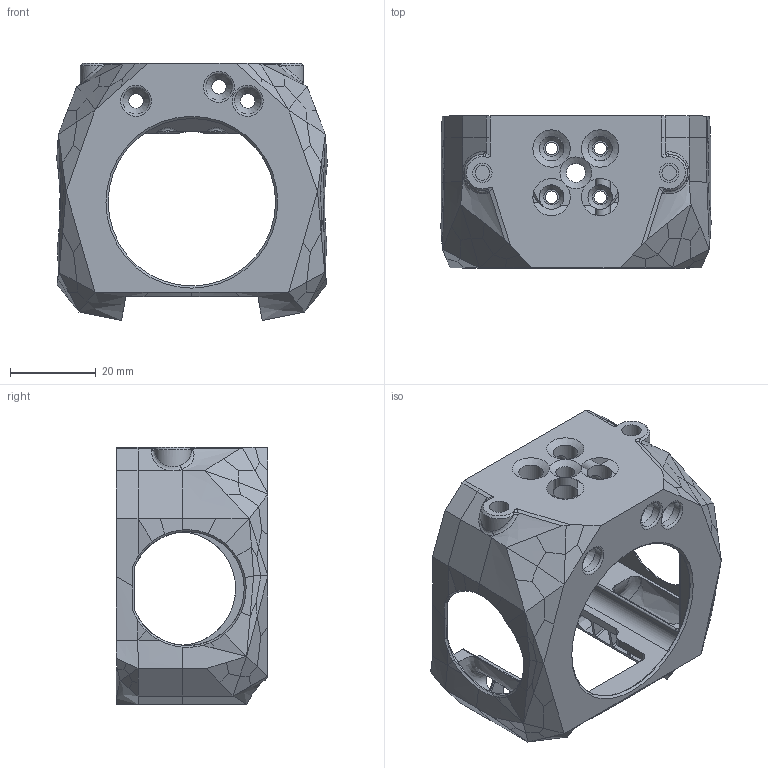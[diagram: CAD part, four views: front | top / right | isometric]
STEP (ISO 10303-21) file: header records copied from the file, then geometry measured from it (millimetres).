
FILE_DESCRIPTION(/* description */ (''),/* implementation_level */ '2;1');
FILE_NAME(/* name */ 'Mini Phaaat boy AB Cowling.step',/* time_stamp */ '2022-01-19T21:21:27+08:00',/* author */ (''),/* organization */ (''),/* preprocessor_version */ 'ST-DEVELOPER v18.1',/* originating_system */ 'Autodesk Translation Framework v10.10.0.1391',/* authorisation */ '');
FILE_SCHEMA (('AUTOMOTIVE_DESIGN { 1 0 10303 214 3 1 1 }'));
Products named in the file (1): Cowling
Bounding box: 63 x 35.35 x 59.84 mm (x, y, z)
Volume: 33250.5 mm3; surface area: 18443.3 mm2
Topology: 1 solids, 1 shells, 500 faces, 1349 edges, 826 vertices
Faces by surface type: bspline 306, cylinder 82, plane 81, cone 17, torus 13, sphere 1
Full cylindrical faces by diameter (mm): 2.9 x4, 3.4 x7, 4.4 x1, 4.5 x2, 5.7 x4, 6.2 x3, 39 x1
Entity records: 34501 total; most frequent: CARTESIAN_POINT 24441, ORIENTED_EDGE 2650, EDGE_CURVE 1325, DIRECTION 1126, VERTEX_POINT 826, B_SPLINE_CURVE_WITH_KNOTS 824, EDGE_LOOP 545, FACE_OUTER_BOUND 500
